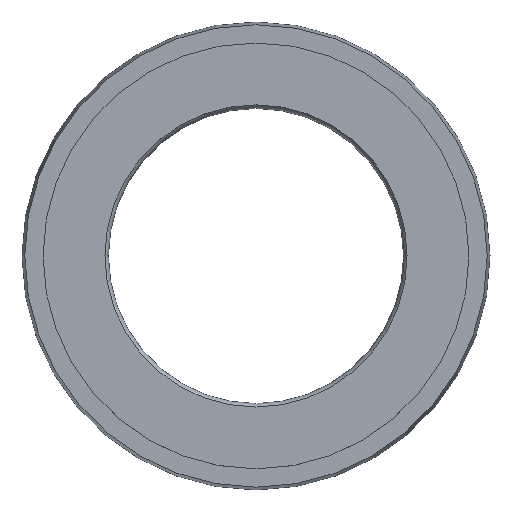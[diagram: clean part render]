
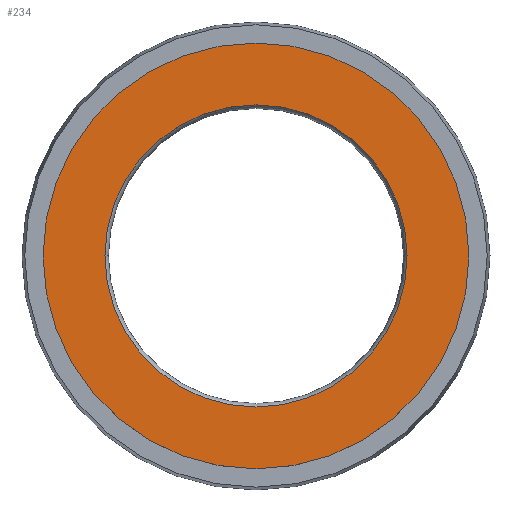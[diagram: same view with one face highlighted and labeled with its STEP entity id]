
A CAD part, top view. The second image highlights one B-rep face of the part: STEP entity #234.
In plain terms, the highlighted planar face has unit normal (0, 0, 1).
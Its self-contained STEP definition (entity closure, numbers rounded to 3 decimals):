
#39 = DIRECTION ( 'NONE',  ( 0., 0., 1. ) ) ;
#46 = CARTESIAN_POINT ( 'NONE',  ( 15.15, 0., 0. ) ) ;
#54 = DIRECTION ( 'NONE',  ( 1., 0., 0. ) ) ;
#59 = AXIS2_PLACEMENT_3D ( 'NONE', #85, #474, #331 ) ;
#68 = CIRCLE ( 'NONE', #59, 10.75 ) ;
#75 = DIRECTION ( 'NONE',  ( 0., 0., 1. ) ) ;
#81 = CARTESIAN_POINT ( 'NONE',  ( 0., 0., 0. ) ) ;
#85 = CARTESIAN_POINT ( 'NONE',  ( 0., 0., 0. ) ) ;
#105 = DIRECTION ( 'NONE',  ( 1., 0., 0. ) ) ;
#123 = EDGE_CURVE ( 'NONE', #515, #170, #68, .T. ) ;
#159 = DIRECTION ( 'NONE',  ( 0., 0., 1. ) ) ;
#170 = VERTEX_POINT ( 'NONE', #572 ) ;
#174 = ORIENTED_EDGE ( 'NONE', *, *, #482, .T. ) ;
#189 = EDGE_CURVE ( 'NONE', #434, #570, #524, .T. ) ;
#205 = CARTESIAN_POINT ( 'NONE',  ( 0., 0., 0. ) ) ;
#221 = ORIENTED_EDGE ( 'NONE', *, *, #123, .F. ) ;
#234 = ADVANCED_FACE ( 'NONE', ( #396, #517 ), #484, .F. ) ;
#239 = CARTESIAN_POINT ( 'NONE',  ( 0., 0., 0. ) ) ;
#243 = DIRECTION ( 'NONE',  ( 1., 0., 0. ) ) ;
#255 = CARTESIAN_POINT ( 'NONE',  ( -10.75, 0., 0. ) ) ;
#292 = DIRECTION ( 'NONE',  ( 0., 0., -1. ) ) ;
#302 = EDGE_CURVE ( 'NONE', #170, #515, #538, .T. ) ;
#308 = EDGE_LOOP ( 'NONE', ( #629, #221 ) ) ;
#316 = EDGE_LOOP ( 'NONE', ( #454, #174 ) ) ;
#324 = AXIS2_PLACEMENT_3D ( 'NONE', #239, #292, #633 ) ;
#331 = DIRECTION ( 'NONE',  ( 1., 0., 0. ) ) ;
#396 = FACE_BOUND ( 'NONE', #308, .T. ) ;
#421 = CIRCLE ( 'NONE', #619, 15.15 ) ;
#434 = VERTEX_POINT ( 'NONE', #46 ) ;
#454 = ORIENTED_EDGE ( 'NONE', *, *, #189, .T. ) ;
#474 = DIRECTION ( 'NONE',  ( 0., 0., 1. ) ) ;
#482 = EDGE_CURVE ( 'NONE', #570, #434, #421, .T. ) ;
#484 = PLANE ( 'NONE',  #324 ) ;
#489 = AXIS2_PLACEMENT_3D ( 'NONE', #205, #39, #105 ) ;
#515 = VERTEX_POINT ( 'NONE', #255 ) ;
#517 = FACE_OUTER_BOUND ( 'NONE', #316, .T. ) ;
#524 = CIRCLE ( 'NONE', #541, 15.15 ) ;
#538 = CIRCLE ( 'NONE', #489, 10.75 ) ;
#541 = AXIS2_PLACEMENT_3D ( 'NONE', #81, #75, #243 ) ;
#570 = VERTEX_POINT ( 'NONE', #614 ) ;
#572 = CARTESIAN_POINT ( 'NONE',  ( 10.75, 0., 0. ) ) ;
#606 = CARTESIAN_POINT ( 'NONE',  ( 0., 0., 0. ) ) ;
#614 = CARTESIAN_POINT ( 'NONE',  ( -15.15, 0., 0. ) ) ;
#619 = AXIS2_PLACEMENT_3D ( 'NONE', #606, #159, #54 ) ;
#629 = ORIENTED_EDGE ( 'NONE', *, *, #302, .F. ) ;
#633 = DIRECTION ( 'NONE',  ( -1., 0., 0. ) ) ;
